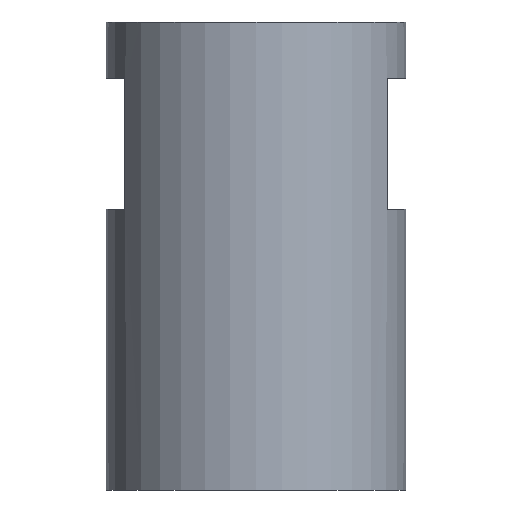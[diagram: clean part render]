
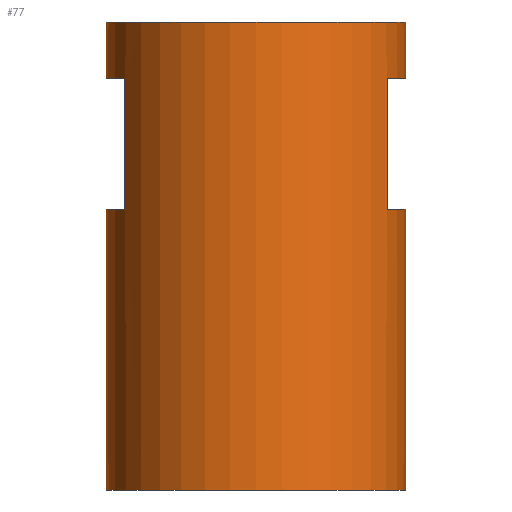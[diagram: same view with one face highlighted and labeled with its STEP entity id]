
A CAD part, front view. The second image highlights one B-rep face of the part: STEP entity #77.
In plain terms, the highlighted cylindrical face has radius 8 mm (diameter 16 mm), a full revolution.
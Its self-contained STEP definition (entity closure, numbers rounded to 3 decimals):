
#57=EDGE_CURVE('240[2]',#144,#144,#145,.T.);
#59=EDGE_CURVE('240[2]',#147,#148,#149,.T.);
#63=EDGE_CURVE('240[2]',#151,#147,#155,.T.);
#70=EDGE_CURVE('240[2]',#148,#152,#165,.T.);
#74=EDGE_CURVE('240[2]',#157,#167,#171,.T.);
#77=ADVANCED_FACE('240[2]',(#174,#175,#176,#177),#178,.T.);
#96=EDGE_CURVE('240[2]',#203,#203,#204,.T.);
#98=EDGE_CURVE('240[2]',#168,#158,#206,.T.);
#106=EDGE_CURVE('240[2]',#167,#168,#215,.T.);
#111=EDGE_CURVE('240[2]',#158,#157,#221,.T.);
#115=EDGE_CURVE('240[2]',#152,#151,#226,.T.);
#144=VERTEX_POINT('',#249);
#145=CIRCLE('',#250,8.0);
#147=VERTEX_POINT('',#253);
#148=VERTEX_POINT('',#254);
#149=CIRCLE('',#255,8.0);
#151=VERTEX_POINT('',#258);
#152=VERTEX_POINT('',#259);
#155=LINE('',#264,#265);
#157=VERTEX_POINT('',#268);
#158=VERTEX_POINT('',#269);
#165=LINE('',#279,#280);
#167=VERTEX_POINT('',#283);
#168=VERTEX_POINT('',#284);
#171=LINE('',#289,#290);
#174=FACE_BOUND('',#294,.T.);
#175=FACE_BOUND('',#295,.T.);
#176=FACE_BOUND('',#296,.T.);
#177=FACE_BOUND('',#297,.T.);
#178=CYLINDRICAL_SURFACE('',#298,8.0);
#203=VERTEX_POINT('',#331);
#204=CIRCLE('',#332,8.0);
#206=LINE('',#335,#336);
#215=CIRCLE('',#347,8.0);
#221=CIRCLE('',#355,8.0);
#226=CIRCLE('',#362,8.0);
#249=CARTESIAN_POINT('',(-8.,0.,-25.0));
#250=AXIS2_PLACEMENT_3D('',#378,#379,#380);
#253=CARTESIAN_POINT('',(-7.0,3.873,-3.0));
#254=CARTESIAN_POINT('',(-7.0,-3.873,-3.0));
#255=AXIS2_PLACEMENT_3D('',#381,#382,#383);
#258=CARTESIAN_POINT('',(-7.0,3.873,-10.0));
#259=CARTESIAN_POINT('',(-7.0,-3.873,-10.0));
#264=CARTESIAN_POINT('',(-7.0,3.873,-10.0));
#265=VECTOR('',#385,7.0);
#268=CARTESIAN_POINT('',(7.0,-3.873,-10.0));
#269=CARTESIAN_POINT('',(7.0,3.873,-10.0));
#279=CARTESIAN_POINT('',(-7.0,-3.873,-3.0));
#280=VECTOR('',#395,7.0);
#283=CARTESIAN_POINT('',(7.0,-3.873,-3.0));
#284=CARTESIAN_POINT('',(7.0,3.873,-3.0));
#289=CARTESIAN_POINT('',(7.0,-3.873,-10.0));
#290=VECTOR('',#397,7.0);
#294=EDGE_LOOP('',(#399,#400,#401,#402));
#295=EDGE_LOOP('',(#403));
#296=EDGE_LOOP('',(#404,#405,#406,#407));
#297=EDGE_LOOP('',(#408));
#298=AXIS2_PLACEMENT_3D('',#409,#410,#411);
#331=CARTESIAN_POINT('',(8.0,0.,0.));
#332=AXIS2_PLACEMENT_3D('',#441,#442,#443);
#335=CARTESIAN_POINT('',(7.0,3.873,-3.0));
#336=VECTOR('',#444,7.0);
#347=AXIS2_PLACEMENT_3D('',#452,#453,#454);
#355=AXIS2_PLACEMENT_3D('',#463,#464,#465);
#362=AXIS2_PLACEMENT_3D('',#469,#470,#471);
#378=CARTESIAN_POINT('',(0.,0.,-25.0));
#379=DIRECTION('',(0.,0.,1.0));
#380=DIRECTION('',(1.0,0.,0.));
#381=CARTESIAN_POINT('',(0.,0.,-3.0));
#382=DIRECTION('',(0.,0.,1.0));
#383=DIRECTION('',(1.0,0.,0.));
#385=DIRECTION('',(0.,0.,1.0));
#395=DIRECTION('',(0.,0.,-1.0));
#397=DIRECTION('',(0.,0.,1.0));
#399=ORIENTED_EDGE('',*,*,#106,.T.);
#400=ORIENTED_EDGE('',*,*,#98,.T.);
#401=ORIENTED_EDGE('',*,*,#111,.T.);
#402=ORIENTED_EDGE('',*,*,#74,.T.);
#403=ORIENTED_EDGE('',*,*,#96,.F.);
#404=ORIENTED_EDGE('',*,*,#59,.T.);
#405=ORIENTED_EDGE('',*,*,#70,.T.);
#406=ORIENTED_EDGE('',*,*,#115,.T.);
#407=ORIENTED_EDGE('',*,*,#63,.T.);
#408=ORIENTED_EDGE('',*,*,#57,.T.);
#409=CARTESIAN_POINT('',(0.,0.,-12.5));
#410=DIRECTION('',(0.,0.,1.0));
#411=DIRECTION('',(1.0,0.,0.));
#441=CARTESIAN_POINT('',(0.0,0.0,0.0));
#442=DIRECTION('',(0.,0.,1.0));
#443=DIRECTION('',(1.0,0.,0.));
#444=DIRECTION('',(0.,0.,-1.0));
#452=CARTESIAN_POINT('',(0.,0.,-3.0));
#453=DIRECTION('',(0.,0.,1.0));
#454=DIRECTION('',(1.0,0.,0.));
#463=CARTESIAN_POINT('',(0.,0.,-10.0));
#464=DIRECTION('',(0.,0.,-1.0));
#465=DIRECTION('',(1.0,0.,0.));
#469=CARTESIAN_POINT('',(0.,0.,-10.0));
#470=DIRECTION('',(0.,0.,-1.0));
#471=DIRECTION('',(1.0,0.,0.));
